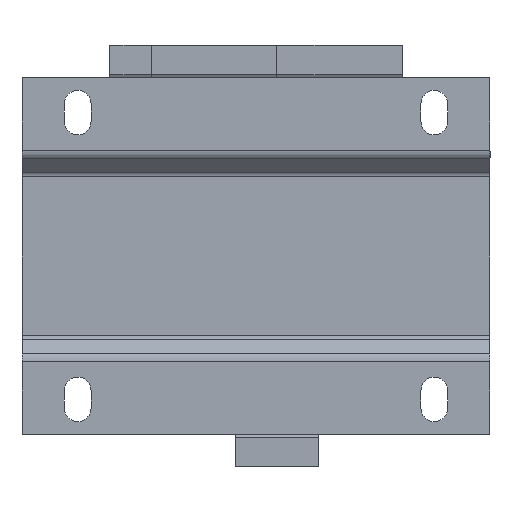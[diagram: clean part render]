
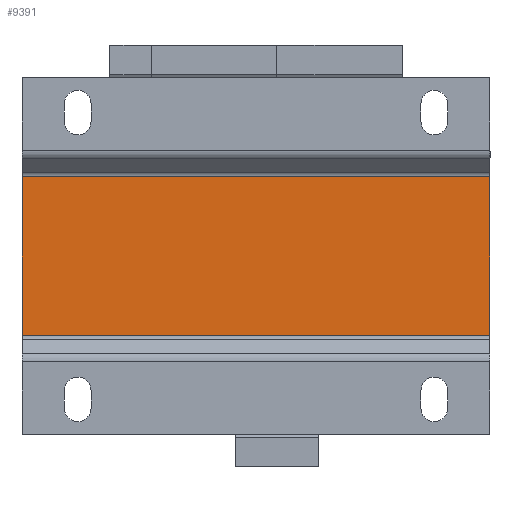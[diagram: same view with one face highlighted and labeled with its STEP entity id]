
A CAD part, front view. The second image highlights one B-rep face of the part: STEP entity #9391.
In plain terms, the highlighted planar face has unit normal (0, -1, 0).
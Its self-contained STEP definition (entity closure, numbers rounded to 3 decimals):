
#54 = DIRECTION ( 'NONE',  ( 1., 0., 0. ) ) ;
#150 = CARTESIAN_POINT ( 'NONE',  ( -42., -36., -14.25 ) ) ;
#248 = EDGE_LOOP ( 'NONE', ( #5483, #6475, #8906, #7663 ) ) ;
#278 = VERTEX_POINT ( 'NONE', #2510 ) ;
#540 = EDGE_CURVE ( 'NONE', #1804, #7175, #8745, .T. ) ;
#652 = CARTESIAN_POINT ( 'NONE',  ( 0., -36., -14.25 ) ) ;
#655 = LINE ( 'NONE', #652, #8454 ) ;
#698 = DIRECTION ( 'NONE',  ( 0., 0., 1. ) ) ;
#707 = VECTOR ( 'NONE', #7266, 1000. ) ;
#1642 = PLANE ( 'NONE',  #8146 ) ;
#1804 = VERTEX_POINT ( 'NONE', #150 ) ;
#2115 = DIRECTION ( 'NONE',  ( 1., 0., 0. ) ) ;
#2205 = CARTESIAN_POINT ( 'NONE',  ( 0., -36., 14.25 ) ) ;
#2510 = CARTESIAN_POINT ( 'NONE',  ( 42., -36., -14.25 ) ) ;
#3997 = VERTEX_POINT ( 'NONE', #8265 ) ;
#4772 = LINE ( 'NONE', #2205, #5359 ) ;
#4774 = CARTESIAN_POINT ( 'NONE',  ( -42., -36., 14.25 ) ) ;
#5193 = FACE_OUTER_BOUND ( 'NONE', #248, .T. ) ;
#5359 = VECTOR ( 'NONE', #54, 1000. ) ;
#5483 = ORIENTED_EDGE ( 'NONE', *, *, #540, .F. ) ;
#6459 = EDGE_CURVE ( 'NONE', #7175, #3997, #4772, .T. ) ;
#6475 = ORIENTED_EDGE ( 'NONE', *, *, #9784, .T. ) ;
#6541 = CARTESIAN_POINT ( 'NONE',  ( 42., -36., 32. ) ) ;
#6641 = EDGE_CURVE ( 'NONE', #3997, #278, #7459, .T. ) ;
#6877 = DIRECTION ( 'NONE',  ( 0., 1., 0. ) ) ;
#7175 = VERTEX_POINT ( 'NONE', #4774 ) ;
#7266 = DIRECTION ( 'NONE',  ( 0., 0., -1. ) ) ;
#7459 = LINE ( 'NONE', #6541, #707 ) ;
#7663 = ORIENTED_EDGE ( 'NONE', *, *, #6459, .F. ) ;
#8146 = AXIS2_PLACEMENT_3D ( 'NONE', #8405, #6877, #9061 ) ;
#8196 = CARTESIAN_POINT ( 'NONE',  ( -42., -36., 32. ) ) ;
#8265 = CARTESIAN_POINT ( 'NONE',  ( 42., -36., 14.25 ) ) ;
#8405 = CARTESIAN_POINT ( 'NONE',  ( 0., -36., 0. ) ) ;
#8454 = VECTOR ( 'NONE', #2115, 1000. ) ;
#8745 = LINE ( 'NONE', #8196, #9447 ) ;
#8906 = ORIENTED_EDGE ( 'NONE', *, *, #6641, .F. ) ;
#9061 = DIRECTION ( 'NONE',  ( 0., 0., -1. ) ) ;
#9391 = ADVANCED_FACE ( 'NONE', ( #5193 ), #1642, .F. ) ;
#9447 = VECTOR ( 'NONE', #698, 1000. ) ;
#9784 = EDGE_CURVE ( 'NONE', #1804, #278, #655, .T. ) ;
